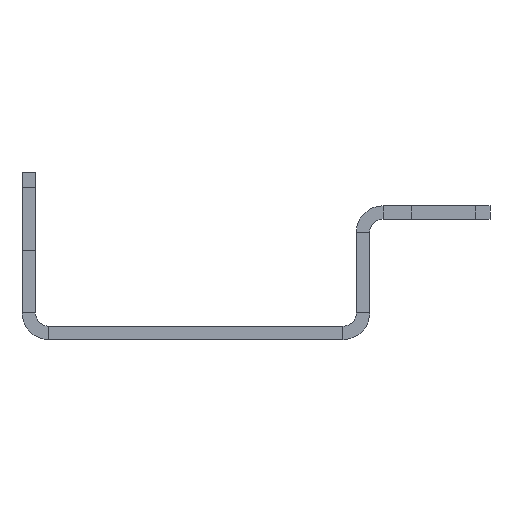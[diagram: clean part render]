
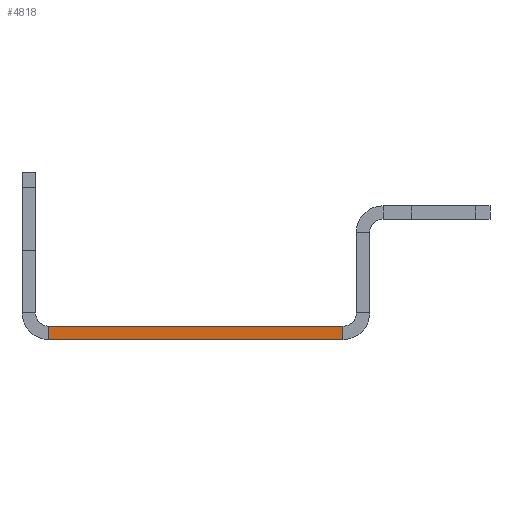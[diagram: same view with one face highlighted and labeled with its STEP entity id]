
A CAD part, front view. The second image highlights one B-rep face of the part: STEP entity #4818.
In plain terms, the highlighted planar face has unit normal (0, -1, 0).
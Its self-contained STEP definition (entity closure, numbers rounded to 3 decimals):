
#75 = DIRECTION ( 'NONE',  ( 0., 0., -1. ) ) ;
#111 = DIRECTION ( 'NONE',  ( 0., -1., 0. ) ) ;
#889 = ORIENTED_EDGE ( 'NONE', *, *, #1694, .F. ) ;
#1694 = EDGE_CURVE ( 'NONE', #17042, #18622, #15784, .T. ) ;
#2157 = CARTESIAN_POINT ( 'NONE',  ( -26., -535., -2. ) ) ;
#4656 = VECTOR ( 'NONE', #75, 1000. ) ;
#4818 = ADVANCED_FACE ( 'NONE', ( #15731 ), #21214, .T. ) ;
#4935 = VECTOR ( 'NONE', #21505, 1000. ) ;
#5352 = VECTOR ( 'NONE', #20937, 1000. ) ;
#7058 = DIRECTION ( 'NONE',  ( 0., 0., -1. ) ) ;
#7118 = CARTESIAN_POINT ( 'NONE',  ( -26., -535., 0. ) ) ;
#7229 = CARTESIAN_POINT ( 'NONE',  ( -22., -535., 0. ) ) ;
#9593 = EDGE_CURVE ( 'NONE', #17042, #19384, #12824, .T. ) ;
#9741 = CARTESIAN_POINT ( 'NONE',  ( -22., -535., -2. ) ) ;
#10756 = CARTESIAN_POINT ( 'NONE',  ( 22., -535., 0. ) ) ;
#11156 = EDGE_CURVE ( 'NONE', #18622, #17397, #19454, .T. ) ;
#12017 = CARTESIAN_POINT ( 'NONE',  ( -26., -535., -2. ) ) ;
#12028 = AXIS2_PLACEMENT_3D ( 'NONE', #2157, #111, #7058 ) ;
#12824 = LINE ( 'NONE', #7229, #4935 ) ;
#13551 = VECTOR ( 'NONE', #21139, 1000. ) ;
#13732 = EDGE_LOOP ( 'NONE', ( #889, #18109, #20276, #22185 ) ) ;
#14167 = LINE ( 'NONE', #12017, #13551 ) ;
#14812 = CARTESIAN_POINT ( 'NONE',  ( 22., -535., 0. ) ) ;
#15685 = EDGE_CURVE ( 'NONE', #19384, #17397, #14167, .T. ) ;
#15731 = FACE_OUTER_BOUND ( 'NONE', #13732, .T. ) ;
#15784 = LINE ( 'NONE', #7118, #5352 ) ;
#17042 = VERTEX_POINT ( 'NONE', #20529 ) ;
#17397 = VERTEX_POINT ( 'NONE', #21129 ) ;
#18109 = ORIENTED_EDGE ( 'NONE', *, *, #9593, .T. ) ;
#18622 = VERTEX_POINT ( 'NONE', #14812 ) ;
#19384 = VERTEX_POINT ( 'NONE', #9741 ) ;
#19454 = LINE ( 'NONE', #10756, #4656 ) ;
#20276 = ORIENTED_EDGE ( 'NONE', *, *, #15685, .T. ) ;
#20529 = CARTESIAN_POINT ( 'NONE',  ( -22., -535., 0. ) ) ;
#20937 = DIRECTION ( 'NONE',  ( 1., 0., 0. ) ) ;
#21129 = CARTESIAN_POINT ( 'NONE',  ( 22., -535., -2. ) ) ;
#21139 = DIRECTION ( 'NONE',  ( 1., 0., 0. ) ) ;
#21214 = PLANE ( 'NONE',  #12028 ) ;
#21505 = DIRECTION ( 'NONE',  ( 0., 0., -1. ) ) ;
#22185 = ORIENTED_EDGE ( 'NONE', *, *, #11156, .F. ) ;
